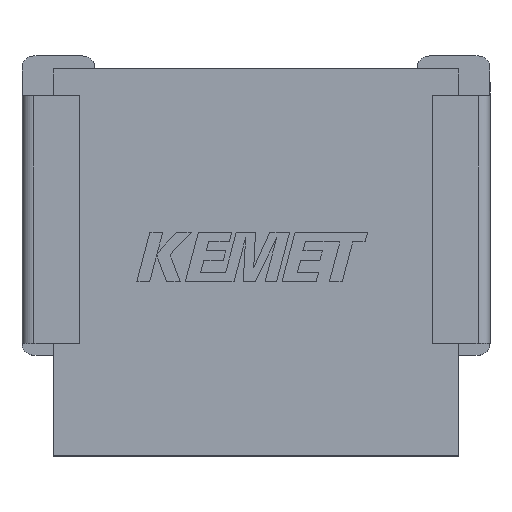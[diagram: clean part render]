
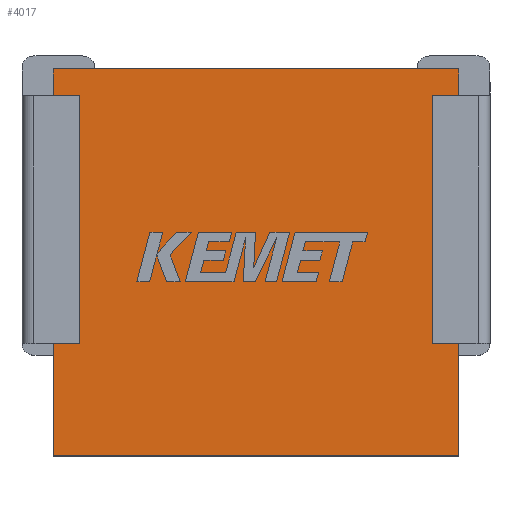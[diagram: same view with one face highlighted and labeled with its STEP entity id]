
A CAD part, top view. The second image highlights one B-rep face of the part: STEP entity #4017.
In plain terms, the highlighted planar face has unit normal (0, 0, 1).
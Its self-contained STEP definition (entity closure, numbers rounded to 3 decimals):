
#28 = DIRECTION ( 'NONE',  ( 0., -1., 0. ) ) ;
#137 = LINE ( 'NONE', #1553, #1214 ) ;
#261 = VERTEX_POINT ( 'NONE', #3974 ) ;
#284 = VERTEX_POINT ( 'NONE', #4310 ) ;
#344 = EDGE_CURVE ( 'NONE', #1650, #4431, #2920, .T. ) ;
#401 = CARTESIAN_POINT ( 'NONE',  ( 0.421, 1.799, 0. ) ) ;
#473 = EDGE_CURVE ( 'NONE', #1294, #2839, #2600, .T. ) ;
#534 = ORIENTED_EDGE ( 'NONE', *, *, #3376, .T. ) ;
#820 = CARTESIAN_POINT ( 'NONE',  ( 0., 0., 0. ) ) ;
#863 = DIRECTION ( 'NONE',  ( 1., 0., 0. ) ) ;
#900 = VECTOR ( 'NONE', #1040, 1000. ) ;
#1040 = DIRECTION ( 'NONE',  ( 0., -1., 0. ) ) ;
#1079 = LINE ( 'NONE', #3249, #3646 ) ;
#1125 = VECTOR ( 'NONE', #1589, 1000. ) ;
#1132 = CARTESIAN_POINT ( 'NONE',  ( 6.5, 0., 0. ) ) ;
#1144 = DIRECTION ( 'NONE',  ( -1., 0., 0. ) ) ;
#1156 = LINE ( 'NONE', #3765, #3119 ) ;
#1214 = VECTOR ( 'NONE', #863, 1000. ) ;
#1215 = ORIENTED_EDGE ( 'NONE', *, *, #1883, .F. ) ;
#1294 = VERTEX_POINT ( 'NONE', #2978 ) ;
#1360 = CARTESIAN_POINT ( 'NONE',  ( 0.421, 5.767, 0. ) ) ;
#1426 = LINE ( 'NONE', #2507, #2376 ) ;
#1431 = VERTEX_POINT ( 'NONE', #1132 ) ;
#1436 = CARTESIAN_POINT ( 'NONE',  ( 6.5, 6.2, 0. ) ) ;
#1482 = DIRECTION ( 'NONE',  ( 0., -1., 0. ) ) ;
#1512 = VERTEX_POINT ( 'NONE', #2231 ) ;
#1553 = CARTESIAN_POINT ( 'NONE',  ( 6.079, 1.799, 0. ) ) ;
#1589 = DIRECTION ( 'NONE',  ( 0., -1., 0. ) ) ;
#1595 = LINE ( 'NONE', #2955, #3023 ) ;
#1644 = DIRECTION ( 'NONE',  ( 0., 0., -1. ) ) ;
#1650 = VERTEX_POINT ( 'NONE', #1360 ) ;
#1691 = CARTESIAN_POINT ( 'NONE',  ( 0., 5.767, 0. ) ) ;
#1718 = CARTESIAN_POINT ( 'NONE',  ( 0., 0., 0. ) ) ;
#1727 = VERTEX_POINT ( 'NONE', #1691 ) ;
#1729 = DIRECTION ( 'NONE',  ( 0., 1., 0. ) ) ;
#1736 = ORIENTED_EDGE ( 'NONE', *, *, #2567, .F. ) ;
#1883 = EDGE_CURVE ( 'NONE', #1650, #1727, #2139, .T. ) ;
#1915 = VERTEX_POINT ( 'NONE', #3586 ) ;
#1976 = DIRECTION ( 'NONE',  ( 1., 0., 0. ) ) ;
#2139 = LINE ( 'NONE', #2917, #4216 ) ;
#2181 = VECTOR ( 'NONE', #4158, 1000. ) ;
#2231 = CARTESIAN_POINT ( 'NONE',  ( 6.5, 1.799, 0. ) ) ;
#2334 = EDGE_CURVE ( 'NONE', #1294, #1915, #2711, .T. ) ;
#2376 = VECTOR ( 'NONE', #28, 1000. ) ;
#2474 = CARTESIAN_POINT ( 'NONE',  ( 0., 1.799, 0. ) ) ;
#2477 = CARTESIAN_POINT ( 'NONE',  ( 0.421, 5.767, 0. ) ) ;
#2507 = CARTESIAN_POINT ( 'NONE',  ( 0., 0., 0. ) ) ;
#2567 = EDGE_CURVE ( 'NONE', #2839, #1512, #137, .T. ) ;
#2573 = VERTEX_POINT ( 'NONE', #2474 ) ;
#2600 = LINE ( 'NONE', #2972, #1125 ) ;
#2649 = PLANE ( 'NONE',  #3111 ) ;
#2711 = LINE ( 'NONE', #3056, #2181 ) ;
#2798 = ORIENTED_EDGE ( 'NONE', *, *, #473, .F. ) ;
#2839 = VERTEX_POINT ( 'NONE', #3365 ) ;
#2917 = CARTESIAN_POINT ( 'NONE',  ( 0.421, 5.767, 0. ) ) ;
#2920 = LINE ( 'NONE', #2477, #900 ) ;
#2955 = CARTESIAN_POINT ( 'NONE',  ( 6.5, 0., 0. ) ) ;
#2972 = CARTESIAN_POINT ( 'NONE',  ( 6.079, 5.767, 0. ) ) ;
#2978 = CARTESIAN_POINT ( 'NONE',  ( 6.079, 5.767, 0. ) ) ;
#3023 = VECTOR ( 'NONE', #3752, 1000. ) ;
#3056 = CARTESIAN_POINT ( 'NONE',  ( 6.079, 5.767, 0. ) ) ;
#3111 = AXIS2_PLACEMENT_3D ( 'NONE', #1718, #1644, #4540 ) ;
#3119 = VECTOR ( 'NONE', #4462, 1000. ) ;
#3185 = DIRECTION ( 'NONE',  ( -1., 0., 0. ) ) ;
#3249 = CARTESIAN_POINT ( 'NONE',  ( 0.421, 1.799, 0. ) ) ;
#3250 = EDGE_CURVE ( 'NONE', #4197, #261, #1156, .T. ) ;
#3346 = FACE_OUTER_BOUND ( 'NONE', #3498, .T. ) ;
#3365 = CARTESIAN_POINT ( 'NONE',  ( 6.079, 1.799, 0. ) ) ;
#3376 = EDGE_CURVE ( 'NONE', #4431, #2573, #1079, .T. ) ;
#3498 = EDGE_LOOP ( 'NONE', ( #1215, #3918, #534, #3964, #4487, #3899, #1736, #2798, #4369, #4039, #3534, #4248 ) ) ;
#3534 = ORIENTED_EDGE ( 'NONE', *, *, #3250, .T. ) ;
#3586 = CARTESIAN_POINT ( 'NONE',  ( 6.5, 5.767, 0. ) ) ;
#3599 = EDGE_CURVE ( 'NONE', #1431, #1512, #4252, .T. ) ;
#3646 = VECTOR ( 'NONE', #1144, 1000. ) ;
#3701 = EDGE_CURVE ( 'NONE', #2573, #284, #1426, .T. ) ;
#3727 = LINE ( 'NONE', #820, #4313 ) ;
#3733 = EDGE_CURVE ( 'NONE', #284, #1431, #3727, .T. ) ;
#3752 = DIRECTION ( 'NONE',  ( 0., 1., 0. ) ) ;
#3765 = CARTESIAN_POINT ( 'NONE',  ( 0., 6.2, 0. ) ) ;
#3899 = ORIENTED_EDGE ( 'NONE', *, *, #3599, .T. ) ;
#3913 = CARTESIAN_POINT ( 'NONE',  ( 0., 0., 0. ) ) ;
#3918 = ORIENTED_EDGE ( 'NONE', *, *, #344, .T. ) ;
#3964 = ORIENTED_EDGE ( 'NONE', *, *, #3701, .T. ) ;
#3974 = CARTESIAN_POINT ( 'NONE',  ( 0., 6.2, 0. ) ) ;
#4017 = ADVANCED_FACE ( 'NONE', ( #3346 ), #2649, .F. ) ;
#4039 = ORIENTED_EDGE ( 'NONE', *, *, #4535, .T. ) ;
#4158 = DIRECTION ( 'NONE',  ( 1., 0., 0. ) ) ;
#4168 = EDGE_CURVE ( 'NONE', #261, #1727, #4262, .T. ) ;
#4197 = VERTEX_POINT ( 'NONE', #1436 ) ;
#4216 = VECTOR ( 'NONE', #3185, 1000. ) ;
#4248 = ORIENTED_EDGE ( 'NONE', *, *, #4168, .T. ) ;
#4252 = LINE ( 'NONE', #4551, #4539 ) ;
#4262 = LINE ( 'NONE', #3913, #4587 ) ;
#4310 = CARTESIAN_POINT ( 'NONE',  ( 0., 0., 0. ) ) ;
#4313 = VECTOR ( 'NONE', #1976, 1000. ) ;
#4369 = ORIENTED_EDGE ( 'NONE', *, *, #2334, .T. ) ;
#4431 = VERTEX_POINT ( 'NONE', #401 ) ;
#4462 = DIRECTION ( 'NONE',  ( -1., 0., 0. ) ) ;
#4487 = ORIENTED_EDGE ( 'NONE', *, *, #3733, .T. ) ;
#4535 = EDGE_CURVE ( 'NONE', #1915, #4197, #1595, .T. ) ;
#4539 = VECTOR ( 'NONE', #1729, 1000. ) ;
#4540 = DIRECTION ( 'NONE',  ( -1., 0., 0. ) ) ;
#4551 = CARTESIAN_POINT ( 'NONE',  ( 6.5, 0., 0. ) ) ;
#4587 = VECTOR ( 'NONE', #1482, 1000. ) ;
